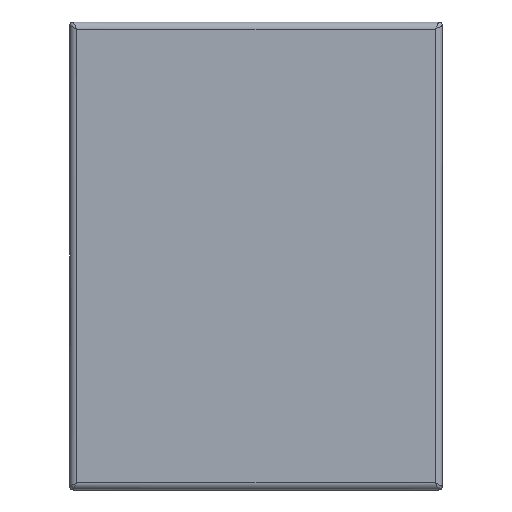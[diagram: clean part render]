
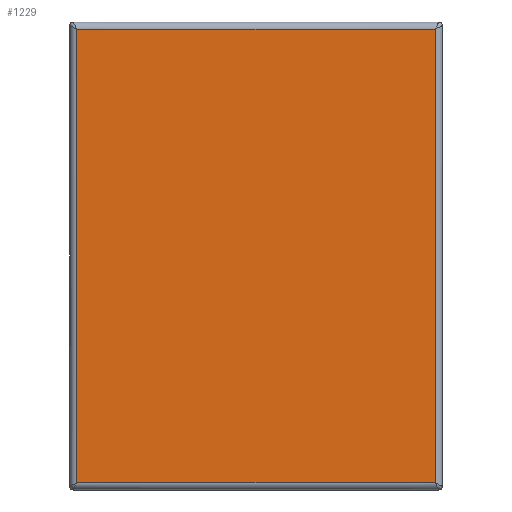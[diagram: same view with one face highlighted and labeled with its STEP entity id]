
A CAD part, left-side view. The second image highlights one B-rep face of the part: STEP entity #1229.
In plain terms, the highlighted planar face has unit normal (-1, 0, 0).
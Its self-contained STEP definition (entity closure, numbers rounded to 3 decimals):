
#21 = VERTEX_POINT ( 'NONE', #2508 ) ;
#68 = LINE ( 'NONE', #1179, #1463 ) ;
#144 = ORIENTED_EDGE ( 'NONE', *, *, #1745, .T. ) ;
#257 = CARTESIAN_POINT ( 'NONE',  ( -2.25, 2.5, 1.55 ) ) ;
#285 = DIRECTION ( 'NONE',  ( 0., 0., -1. ) ) ;
#347 = PLANE ( 'NONE',  #589 ) ;
#395 = EDGE_CURVE ( 'NONE', #21, #1929, #1323, .T. ) ;
#589 = AXIS2_PLACEMENT_3D ( 'NONE', #2016, #749, #1598 ) ;
#730 = VECTOR ( 'NONE', #285, 1000. ) ;
#749 = DIRECTION ( 'NONE',  ( 1., 0., 0. ) ) ;
#876 = CARTESIAN_POINT ( 'NONE',  ( -2.25, 2.5, -1.55 ) ) ;
#892 = EDGE_CURVE ( 'NONE', #1988, #1835, #1817, .T. ) ;
#906 = EDGE_LOOP ( 'NONE', ( #2321, #2620, #1365, #144 ) ) ;
#972 = DIRECTION ( 'NONE',  ( 0., -1., 0. ) ) ;
#1018 = CARTESIAN_POINT ( 'NONE',  ( -2.25, 0.05, -1.55 ) ) ;
#1030 = LINE ( 'NONE', #2144, #730 ) ;
#1079 = CARTESIAN_POINT ( 'NONE',  ( -2.25, 2.55, 1.55 ) ) ;
#1179 = CARTESIAN_POINT ( 'NONE',  ( -2.25, 0.05, 1.6 ) ) ;
#1229 = ADVANCED_FACE ( 'NONE', ( #1746 ), #347, .F. ) ;
#1293 = DIRECTION ( 'NONE',  ( 0., 1., 0. ) ) ;
#1323 = LINE ( 'NONE', #1079, #1804 ) ;
#1365 = ORIENTED_EDGE ( 'NONE', *, *, #892, .T. ) ;
#1463 = VECTOR ( 'NONE', #1829, 1000. ) ;
#1598 = DIRECTION ( 'NONE',  ( 0., 0., 1. ) ) ;
#1635 = EDGE_CURVE ( 'NONE', #1929, #1988, #1030, .T. ) ;
#1745 = EDGE_CURVE ( 'NONE', #1835, #21, #68, .T. ) ;
#1746 = FACE_OUTER_BOUND ( 'NONE', #906, .T. ) ;
#1801 = CARTESIAN_POINT ( 'NONE',  ( -2.25, 0., -1.55 ) ) ;
#1804 = VECTOR ( 'NONE', #1293, 1000. ) ;
#1817 = LINE ( 'NONE', #1801, #2511 ) ;
#1829 = DIRECTION ( 'NONE',  ( 0., 0., 1. ) ) ;
#1835 = VERTEX_POINT ( 'NONE', #1018 ) ;
#1929 = VERTEX_POINT ( 'NONE', #257 ) ;
#1988 = VERTEX_POINT ( 'NONE', #876 ) ;
#2016 = CARTESIAN_POINT ( 'NONE',  ( -2.25, 0., 0. ) ) ;
#2144 = CARTESIAN_POINT ( 'NONE',  ( -2.25, 2.5, -1.6 ) ) ;
#2321 = ORIENTED_EDGE ( 'NONE', *, *, #395, .T. ) ;
#2508 = CARTESIAN_POINT ( 'NONE',  ( -2.25, 0.05, 1.55 ) ) ;
#2511 = VECTOR ( 'NONE', #972, 1000. ) ;
#2620 = ORIENTED_EDGE ( 'NONE', *, *, #1635, .T. ) ;
